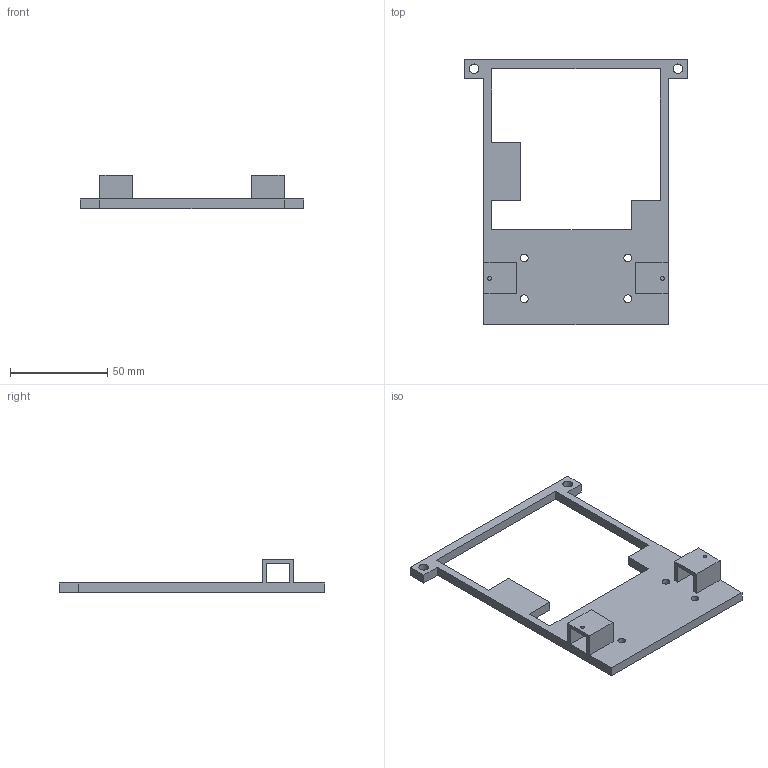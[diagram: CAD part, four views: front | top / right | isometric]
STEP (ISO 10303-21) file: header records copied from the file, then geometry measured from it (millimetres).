
FILE_DESCRIPTION(/* description */ ('STEP AP242 Edition 2','CAx-IF Rec.Pracs.---Representation and Presentation of Product Manufacturing Information (PMI)---4.0---2014-10-13','CAx-IF Rec.Pracs.---3D Tessellated Geometry---0.4---2014-09-14','2;1','CAx-IF Rec.Pracs.---User Defined Attributes---1.5---2016-08-15'),/* implementation_level */ '2;1');
FILE_NAME(/* name */ '693c3150da57867f32de4597',/* time_stamp */ '2025-12-12T15:14:25Z',/* author */ (''),/* organization */ (''),/* preprocessor_version */ 'ST-DEVELOPER v20',/* originating_system */ 'ONSHAPE BY PTC INC, 1.207',/* authorisation */ ' ');
FILE_SCHEMA (('AP242_MANAGED_MODEL_BASED_3D_ENGINEERING_MIM_LF { 1 0 10303 442 3 1 4 }'));
Length unit declared in the file: metre
Products named in the file (1): frame
Bounding box: 115 x 137 x 17.2 mm (x, y, z)
Volume: 35360 mm3; surface area: 20580.3 mm2
Topology: 1 solids, 1 shells, 42 faces, 127 edges, 85 vertices
Faces by surface type: plane 34, cylinder 8
Full cylindrical faces by diameter (mm): 2 x2, 4 x4, 5 x2
Entity records: 1432 total; most frequent: CARTESIAN_POINT 245, ORIENTED_EDGE 236, DIRECTION 220, EDGE_CURVE 118, LINE 102, VECTOR 102, VERTEX_POINT 84, EDGE_LOOP 70
